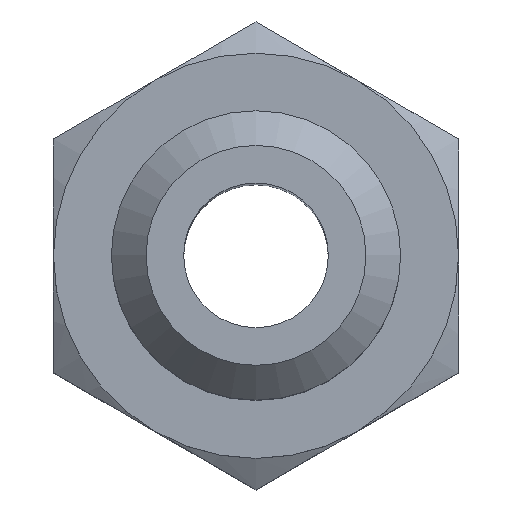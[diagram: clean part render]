
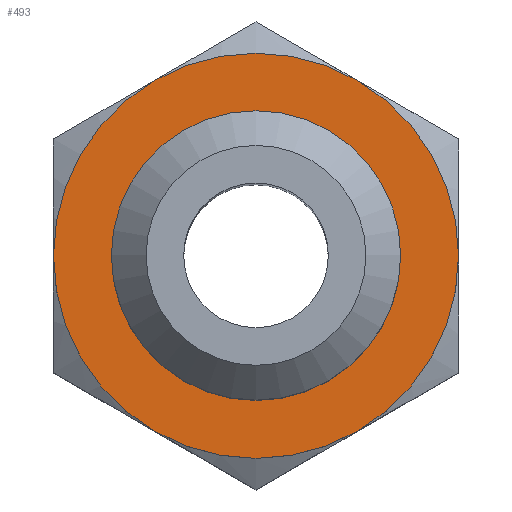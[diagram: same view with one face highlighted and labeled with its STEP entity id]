
A CAD part, top view. The second image highlights one B-rep face of the part: STEP entity #493.
In plain terms, the highlighted planar face has unit normal (0, 0, 1).
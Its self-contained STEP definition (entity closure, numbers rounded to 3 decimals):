
#46=PLANE('',#570);
#78=CIRCLE('',#569,3.5);
#79=CIRCLE('',#571,2.5);
#158=ORIENTED_EDGE('',*,*,#256,.T.);
#159=ORIENTED_EDGE('',*,*,#255,.F.);
#255=EDGE_CURVE('',#304,#304,#78,.T.);
#256=EDGE_CURVE('',#305,#305,#79,.T.);
#304=VERTEX_POINT('',#919);
#305=VERTEX_POINT('',#922);
#374=EDGE_LOOP('',(#158));
#375=EDGE_LOOP('',(#159));
#432=FACE_BOUND('',#374,.T.);
#433=FACE_BOUND('',#375,.T.);
#493=ADVANCED_FACE('',(#432,#433),#46,.T.);
#569=AXIS2_PLACEMENT_3D('',#918,#691,#692);
#570=AXIS2_PLACEMENT_3D('',#920,#693,#694);
#571=AXIS2_PLACEMENT_3D('',#921,#695,#696);
#691=DIRECTION('',(0.,0.,-1.));
#692=DIRECTION('',(-1.,0.,0.));
#693=DIRECTION('',(0.,0.,1.));
#694=DIRECTION('',(1.,0.,0.));
#695=DIRECTION('',(0.,0.,-1.));
#696=DIRECTION('',(-1.,0.,0.));
#918=CARTESIAN_POINT('',(0.,0.,3.2));
#919=CARTESIAN_POINT('',(-3.5,0.,3.2));
#920=CARTESIAN_POINT('',(0.,3.5,3.2));
#921=CARTESIAN_POINT('',(0.,0.,3.2));
#922=CARTESIAN_POINT('',(-2.5,0.,3.2));
